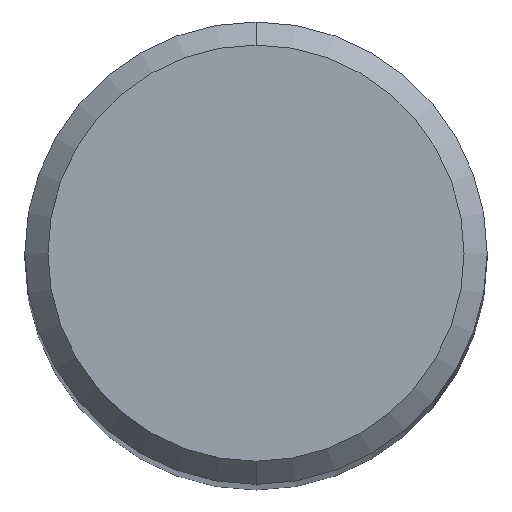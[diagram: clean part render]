
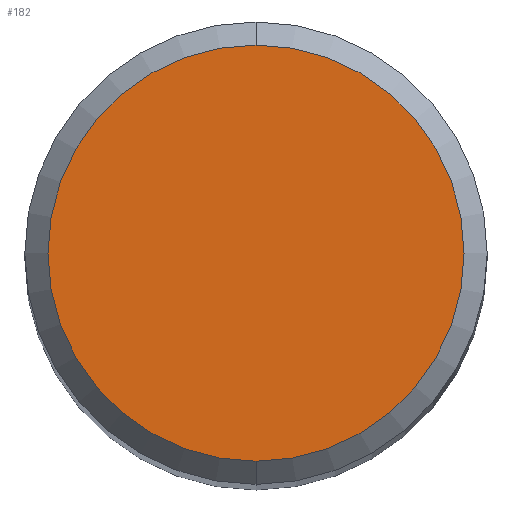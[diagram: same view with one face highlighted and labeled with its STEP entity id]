
A CAD part, top view. The second image highlights one B-rep face of the part: STEP entity #182.
In plain terms, the highlighted planar face has unit normal (0, 0, 1).
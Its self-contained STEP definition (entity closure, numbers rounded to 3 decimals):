
#182=ADVANCED_FACE('',(#485),#486,.T.);
#198=EDGE_CURVE('',#340,#258,#503,.T.);
#258=VERTEX_POINT('',#568);
#340=VERTEX_POINT('',#658);
#438=EDGE_CURVE('',#258,#340,#768,.T.);
#485=FACE_OUTER_BOUND('',#808,.T.);
#486=PLANE('',#809);
#503=CIRCLE('',#872,3.6);
#568=CARTESIAN_POINT('',(0.,-3.6,0.0));
#658=CARTESIAN_POINT('',(0.0,3.6,0.0));
#768=CIRCLE('',#1357,3.6);
#808=EDGE_LOOP('',(#1449,#1450));
#809=AXIS2_PLACEMENT_3D('',#1451,#1452,#1453);
#872=AXIS2_PLACEMENT_3D('',#1463,#1464,#1465);
#1357=AXIS2_PLACEMENT_3D('',#1765,#1766,#1767);
#1449=ORIENTED_EDGE('',*,*,#198,.F.);
#1450=ORIENTED_EDGE('',*,*,#438,.F.);
#1451=CARTESIAN_POINT('',(0.0,1.8,0.0));
#1452=DIRECTION('',(-0.0,0.0,1.0));
#1453=DIRECTION('',(0.0,-1.0,0.0));
#1463=CARTESIAN_POINT('',(0.0,0.0,0.0));
#1464=DIRECTION('',(0.0,0.0,-1.0));
#1465=DIRECTION('',(0.0,1.0,0.0));
#1765=CARTESIAN_POINT('',(0.0,0.0,0.0));
#1766=DIRECTION('',(0.0,0.0,-1.0));
#1767=DIRECTION('',(0.0,1.0,0.0));
